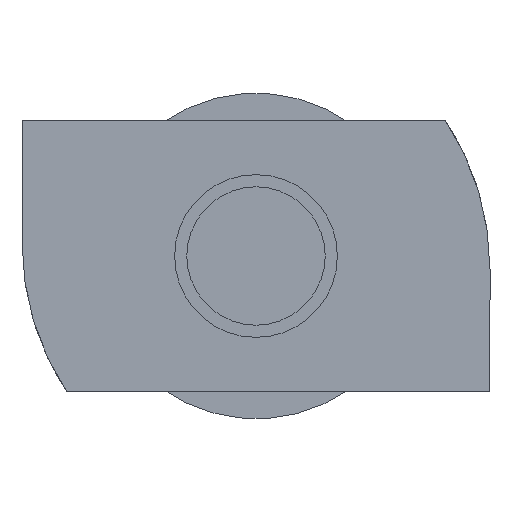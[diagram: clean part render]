
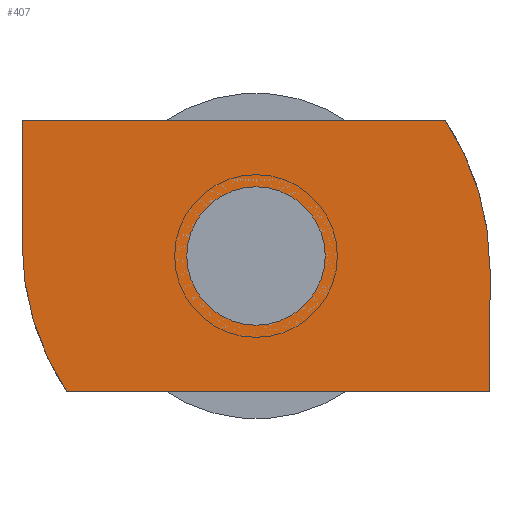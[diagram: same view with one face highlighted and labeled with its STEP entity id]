
A CAD part, front view. The second image highlights one B-rep face of the part: STEP entity #407.
In plain terms, the highlighted planar face has unit normal (0, -1, 0).
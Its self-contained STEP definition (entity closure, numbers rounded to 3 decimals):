
#22 = VERTEX_POINT ( 'NONE', #1570 ) ;
#33 = DIRECTION ( 'NONE',  ( 0., 0., -1. ) ) ;
#51 = DIRECTION ( 'NONE',  ( 0., 0., -1. ) ) ;
#53 = VECTOR ( 'NONE', #33, 1000. ) ;
#74 = CARTESIAN_POINT ( 'NONE',  ( -13.953, 0., -10. ) ) ;
#88 = EDGE_LOOP ( 'NONE', ( #890, #542, #930, #714, #616, #801 ) ) ;
#100 = CIRCLE ( 'NONE', #827, 5.1 ) ;
#116 = DIRECTION ( 'NONE',  ( 0., 0., 1. ) ) ;
#133 = DIRECTION ( 'NONE',  ( 0., -1., 0. ) ) ;
#172 = EDGE_CURVE ( 'NONE', #823, #1037, #100, .T. ) ;
#187 = VECTOR ( 'NONE', #116, 1000. ) ;
#207 = EDGE_CURVE ( 'NONE', #1035, #589, #479, .T. ) ;
#215 = VERTEX_POINT ( 'NONE', #1169 ) ;
#222 = VERTEX_POINT ( 'NONE', #1463 ) ;
#252 = CARTESIAN_POINT ( 'NONE',  ( 0., 0., 0. ) ) ;
#272 = PLANE ( 'NONE',  #1043 ) ;
#273 = EDGE_CURVE ( 'NONE', #1037, #823, #1239, .T. ) ;
#278 = CARTESIAN_POINT ( 'NONE',  ( -17.25, 0., 10. ) ) ;
#319 = CARTESIAN_POINT ( 'NONE',  ( 17.25, 0., -1. ) ) ;
#320 = DIRECTION ( 'NONE',  ( 0., 0., -1. ) ) ;
#387 = LINE ( 'NONE', #1288, #832 ) ;
#407 = ADVANCED_FACE ( 'NONE', ( #1386, #1028 ), #272, .T. ) ;
#456 = CARTESIAN_POINT ( 'NONE',  ( 0., 0., -5.1 ) ) ;
#462 = EDGE_LOOP ( 'NONE', ( #1247, #737 ) ) ;
#479 = LINE ( 'NONE', #74, #1472 ) ;
#488 = CARTESIAN_POINT ( 'NONE',  ( -2.75, 0., -1. ) ) ;
#514 = EDGE_CURVE ( 'NONE', #589, #215, #607, .T. ) ;
#542 = ORIENTED_EDGE ( 'NONE', *, *, #1139, .F. ) ;
#589 = VERTEX_POINT ( 'NONE', #1598 ) ;
#596 = AXIS2_PLACEMENT_3D ( 'NONE', #252, #1068, #1759 ) ;
#607 = CIRCLE ( 'NONE', #1688, 20. ) ;
#616 = ORIENTED_EDGE ( 'NONE', *, *, #514, .F. ) ;
#712 = CARTESIAN_POINT ( 'NONE',  ( 2.75, 0., 1. ) ) ;
#714 = ORIENTED_EDGE ( 'NONE', *, *, #847, .F. ) ;
#734 = CARTESIAN_POINT ( 'NONE',  ( 17.25, 0., -10. ) ) ;
#737 = ORIENTED_EDGE ( 'NONE', *, *, #273, .T. ) ;
#749 = LINE ( 'NONE', #319, #53 ) ;
#772 = DIRECTION ( 'NONE',  ( 0., 1., 0. ) ) ;
#801 = ORIENTED_EDGE ( 'NONE', *, *, #207, .F. ) ;
#823 = VERTEX_POINT ( 'NONE', #1740 ) ;
#827 = AXIS2_PLACEMENT_3D ( 'NONE', #900, #772, #1457 ) ;
#832 = VECTOR ( 'NONE', #1262, 1000. ) ;
#847 = EDGE_CURVE ( 'NONE', #215, #222, #1004, .T. ) ;
#890 = ORIENTED_EDGE ( 'NONE', *, *, #1708, .F. ) ;
#900 = CARTESIAN_POINT ( 'NONE',  ( 0., 0., 0. ) ) ;
#930 = ORIENTED_EDGE ( 'NONE', *, *, #1664, .F. ) ;
#1004 = LINE ( 'NONE', #278, #187 ) ;
#1012 = DIRECTION ( 'NONE',  ( 0., 1., 0. ) ) ;
#1028 = FACE_OUTER_BOUND ( 'NONE', #88, .T. ) ;
#1035 = VERTEX_POINT ( 'NONE', #734 ) ;
#1037 = VERTEX_POINT ( 'NONE', #456 ) ;
#1043 = AXIS2_PLACEMENT_3D ( 'NONE', #712, #133, #1087 ) ;
#1068 = DIRECTION ( 'NONE',  ( 0., 1., 0. ) ) ;
#1087 = DIRECTION ( 'NONE',  ( 0., 0., -1. ) ) ;
#1119 = VERTEX_POINT ( 'NONE', #1690 ) ;
#1133 = DIRECTION ( 'NONE',  ( 0., 1., 0. ) ) ;
#1139 = EDGE_CURVE ( 'NONE', #22, #1119, #1176, .T. ) ;
#1169 = CARTESIAN_POINT ( 'NONE',  ( -17.25, 0., 1. ) ) ;
#1176 = CIRCLE ( 'NONE', #1367, 20. ) ;
#1179 = DIRECTION ( 'NONE',  ( -1., 0., 0. ) ) ;
#1239 = CIRCLE ( 'NONE', #596, 5.1 ) ;
#1247 = ORIENTED_EDGE ( 'NONE', *, *, #172, .T. ) ;
#1262 = DIRECTION ( 'NONE',  ( 1., 0., 0. ) ) ;
#1288 = CARTESIAN_POINT ( 'NONE',  ( -17.25, 0., 10. ) ) ;
#1367 = AXIS2_PLACEMENT_3D ( 'NONE', #488, #1012, #51 ) ;
#1386 = FACE_BOUND ( 'NONE', #462, .T. ) ;
#1457 = DIRECTION ( 'NONE',  ( 0., 0., 1. ) ) ;
#1463 = CARTESIAN_POINT ( 'NONE',  ( -17.25, 0., 10. ) ) ;
#1472 = VECTOR ( 'NONE', #1179, 1000. ) ;
#1570 = CARTESIAN_POINT ( 'NONE',  ( 13.953, 0., 10. ) ) ;
#1598 = CARTESIAN_POINT ( 'NONE',  ( -13.953, 0., -10. ) ) ;
#1663 = CARTESIAN_POINT ( 'NONE',  ( 2.75, 0., 1. ) ) ;
#1664 = EDGE_CURVE ( 'NONE', #222, #22, #387, .T. ) ;
#1688 = AXIS2_PLACEMENT_3D ( 'NONE', #1663, #1133, #320 ) ;
#1690 = CARTESIAN_POINT ( 'NONE',  ( 17.25, 0., -1. ) ) ;
#1708 = EDGE_CURVE ( 'NONE', #1119, #1035, #749, .T. ) ;
#1740 = CARTESIAN_POINT ( 'NONE',  ( 0., 0., 5.1 ) ) ;
#1759 = DIRECTION ( 'NONE',  ( 0., 0., 1. ) ) ;
